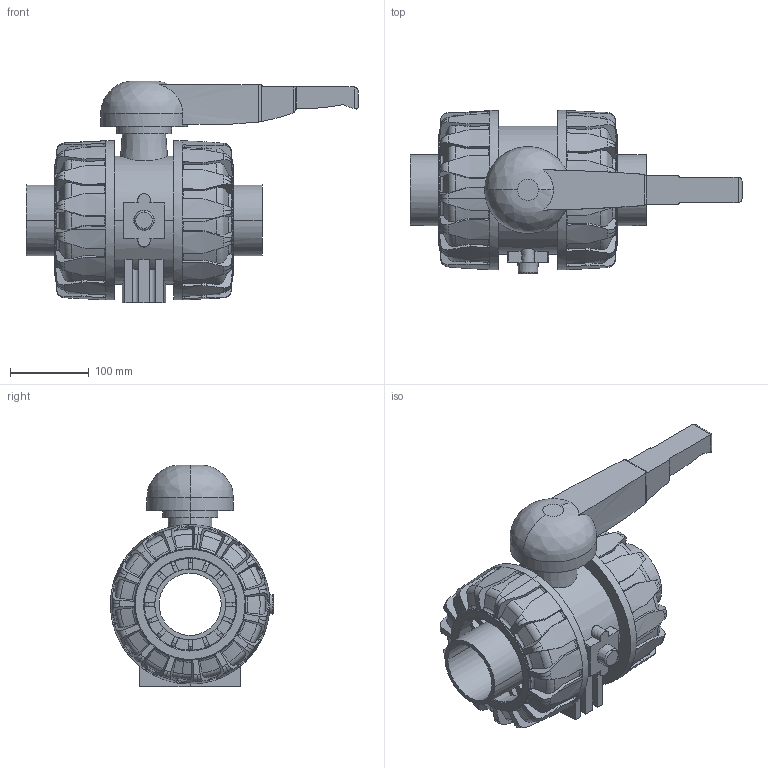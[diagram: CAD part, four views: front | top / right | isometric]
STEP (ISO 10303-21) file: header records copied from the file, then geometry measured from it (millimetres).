
FILE_DESCRIPTION(('STEP AP214'),'1');
FILE_NAME('vkddm090e.stp','2018-03-06T12:09:19',('TraceParts'),('TraceParts S.A.'),'Spatial InterOp 3D',' ',' ');
FILE_SCHEMA(('automotive_design'));
Length unit declared in the file: millimetre
Products named in the file (6): vkddm090e_1; vkddm090e_2; vkddm090e_3; vkddm090e_4; vkddm090e_5; vkddm090e_6
Bounding box: 422 x 207.28 x 282 mm (x, y, z)
Volume: 5792244.2 mm3; surface area: 637417.1 mm2
Topology: 6 solids, 6 shells, 885 faces, 2510 edges, 1645 vertices
Faces by surface type: plane 297, cylinder 238, torus 200, cone 136, bspline 14
Entity records: 43168 total; most frequent: CARTESIAN_POINT 13664, ORIENTED_EDGE 5020, DIRECTION 4470, EDGE_CURVE 2510, AXIS2_PLACEMENT_3D 1910, VERTEX_POINT 1645, EDGE_LOOP 903, STYLED_ITEM 891
